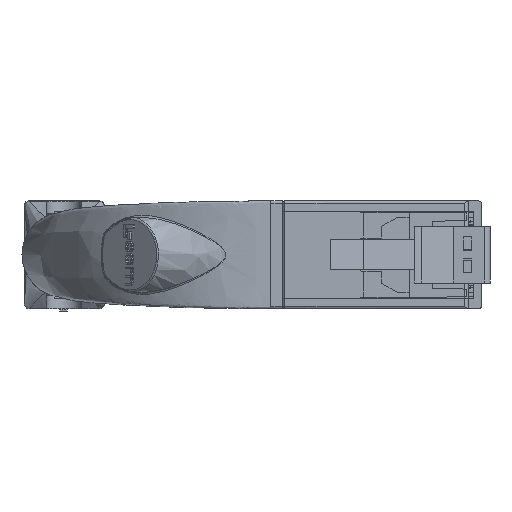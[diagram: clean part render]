
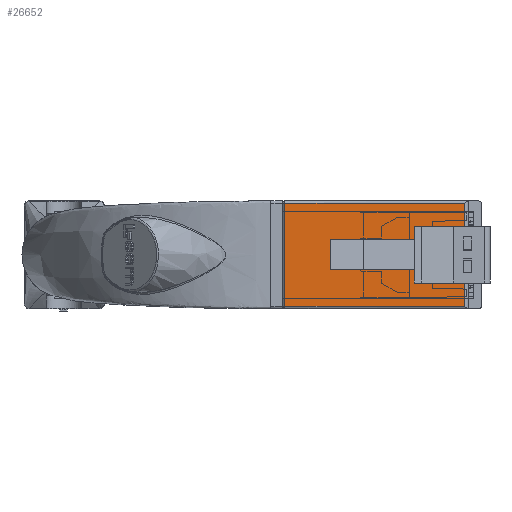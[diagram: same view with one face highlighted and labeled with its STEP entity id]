
A CAD part, left-side view. The second image highlights one B-rep face of the part: STEP entity #26652.
In plain terms, the highlighted face is planar.
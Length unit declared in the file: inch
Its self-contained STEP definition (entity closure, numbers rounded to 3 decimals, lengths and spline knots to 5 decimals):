
#683 = EDGE_CURVE ( 'NONE', #8429, #17322, #19800, .T. ) ;
#703 = LINE ( 'NONE', #23029, #18092 ) ;
#889 = DIRECTION ( 'NONE',  ( 0., 0., 1. ) ) ;
#1315 = DIRECTION ( 'NONE',  ( -1., 0., 0. ) ) ;
#1970 = DIRECTION ( 'NONE',  ( -1., 0., 0. ) ) ;
#2267 = DIRECTION ( 'NONE',  ( 0., 0., -1. ) ) ;
#3042 = VECTOR ( 'NONE', #1315, 39.37008 ) ;
#3513 = EDGE_LOOP ( 'NONE', ( #39162, #44292, #4633, #18089, #19843, #20804, #12429, #5070 ) ) ;
#3852 = EDGE_CURVE ( 'NONE', #36959, #40207, #17829, .T. ) ;
#4092 = VECTOR ( 'NONE', #22977, 39.37008 ) ;
#4633 = ORIENTED_EDGE ( 'NONE', *, *, #15404, .T. ) ;
#5070 = ORIENTED_EDGE ( 'NONE', *, *, #25188, .F. ) ;
#5253 = CARTESIAN_POINT ( 'NONE',  ( 0.21992, 0.12992, 0.77323 ) ) ;
#8220 = VERTEX_POINT ( 'NONE', #38347 ) ;
#8412 = EDGE_CURVE ( 'NONE', #30115, #36959, #30954, .T. ) ;
#8429 = VERTEX_POINT ( 'NONE', #22207 ) ;
#9110 = CARTESIAN_POINT ( 'NONE',  ( -0.12008, 0.12992, 0.77323 ) ) ;
#9136 = DIRECTION ( 'NONE',  ( 0., 0., -1. ) ) ;
#9932 = EDGE_CURVE ( 'NONE', #8429, #31071, #703, .T. ) ;
#10330 = CARTESIAN_POINT ( 'NONE',  ( -0.22992, 0.12992, 0.84646 ) ) ;
#11598 = CARTESIAN_POINT ( 'NONE',  ( -0.22992, 0.12992, 0.01 ) ) ;
#12252 = CARTESIAN_POINT ( 'NONE',  ( 0.12008, 0.12992, 0.72638 ) ) ;
#12429 = ORIENTED_EDGE ( 'NONE', *, *, #22128, .F. ) ;
#12682 = VECTOR ( 'NONE', #22135, 39.37008 ) ;
#12969 = CARTESIAN_POINT ( 'NONE',  ( 0.12008, 0.12992, 0.72638 ) ) ;
#13043 = CARTESIAN_POINT ( 'NONE',  ( -0.22992, 0.12992, 0.77323 ) ) ;
#13593 = VECTOR ( 'NONE', #37628, 39.37008 ) ;
#13856 = DIRECTION ( 'NONE',  ( 0., -1., 0. ) ) ;
#15404 = EDGE_CURVE ( 'NONE', #17322, #30115, #34453, .T. ) ;
#17322 = VERTEX_POINT ( 'NONE', #5253 ) ;
#17829 = LINE ( 'NONE', #39259, #33249 ) ;
#18089 = ORIENTED_EDGE ( 'NONE', *, *, #8412, .T. ) ;
#18092 = VECTOR ( 'NONE', #2267, 39.37008 ) ;
#18563 = CARTESIAN_POINT ( 'NONE',  ( -0.22992, 0.12992, 0.77323 ) ) ;
#19406 = CARTESIAN_POINT ( 'NONE',  ( -0.12008, 0.12992, 0.72638 ) ) ;
#19800 = LINE ( 'NONE', #18563, #12682 ) ;
#19843 = ORIENTED_EDGE ( 'NONE', *, *, #3852, .T. ) ;
#20169 = AXIS2_PLACEMENT_3D ( 'NONE', #10330, #13856, #38412 ) ;
#20804 = ORIENTED_EDGE ( 'NONE', *, *, #36877, .T. ) ;
#22128 = EDGE_CURVE ( 'NONE', #8220, #33242, #32008, .T. ) ;
#22135 = DIRECTION ( 'NONE',  ( 1., 0., 0. ) ) ;
#22207 = CARTESIAN_POINT ( 'NONE',  ( 0.12008, 0.12992, 0.77323 ) ) ;
#22407 = CARTESIAN_POINT ( 'NONE',  ( 0.21992, 0.12992, 0.01 ) ) ;
#22945 = LINE ( 'NONE', #13043, #13593 ) ;
#22977 = DIRECTION ( 'NONE',  ( 0., 0., 1. ) ) ;
#23029 = CARTESIAN_POINT ( 'NONE',  ( 0.12008, 0.12992, 0.72638 ) ) ;
#23126 = CARTESIAN_POINT ( 'NONE',  ( 0.21992, 0.12992, 0.84646 ) ) ;
#25188 = EDGE_CURVE ( 'NONE', #31071, #8220, #42714, .T. ) ;
#26652 = ADVANCED_FACE ( 'NONE', ( #32148 ), #31374, .F. ) ;
#30115 = VERTEX_POINT ( 'NONE', #22407 ) ;
#30954 = LINE ( 'NONE', #11598, #3042 ) ;
#31071 = VERTEX_POINT ( 'NONE', #12969 ) ;
#31374 = PLANE ( 'NONE',  #20169 ) ;
#32008 = LINE ( 'NONE', #19406, #4092 ) ;
#32148 = FACE_OUTER_BOUND ( 'NONE', #3513, .T. ) ;
#33242 = VERTEX_POINT ( 'NONE', #9110 ) ;
#33249 = VECTOR ( 'NONE', #889, 39.37008 ) ;
#34453 = LINE ( 'NONE', #23126, #42660 ) ;
#35854 = CARTESIAN_POINT ( 'NONE',  ( -0.21992, 0.12992, 0.77323 ) ) ;
#36877 = EDGE_CURVE ( 'NONE', #40207, #33242, #22945, .T. ) ;
#36959 = VERTEX_POINT ( 'NONE', #44785 ) ;
#37628 = DIRECTION ( 'NONE',  ( 1., 0., 0. ) ) ;
#38347 = CARTESIAN_POINT ( 'NONE',  ( -0.12008, 0.12992, 0.72638 ) ) ;
#38412 = DIRECTION ( 'NONE',  ( 0., 0., -1. ) ) ;
#39162 = ORIENTED_EDGE ( 'NONE', *, *, #9932, .F. ) ;
#39259 = CARTESIAN_POINT ( 'NONE',  ( -0.21992, 0.12992, 0.84646 ) ) ;
#40207 = VERTEX_POINT ( 'NONE', #35854 ) ;
#41632 = VECTOR ( 'NONE', #1970, 39.37008 ) ;
#42660 = VECTOR ( 'NONE', #9136, 39.37008 ) ;
#42714 = LINE ( 'NONE', #12252, #41632 ) ;
#44292 = ORIENTED_EDGE ( 'NONE', *, *, #683, .T. ) ;
#44785 = CARTESIAN_POINT ( 'NONE',  ( -0.21992, 0.12992, 0.01 ) ) ;
